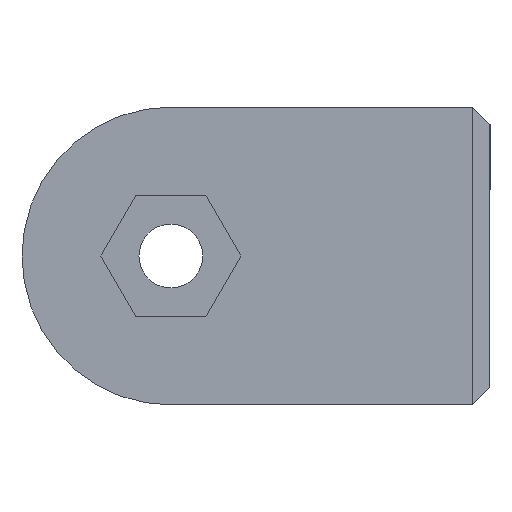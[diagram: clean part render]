
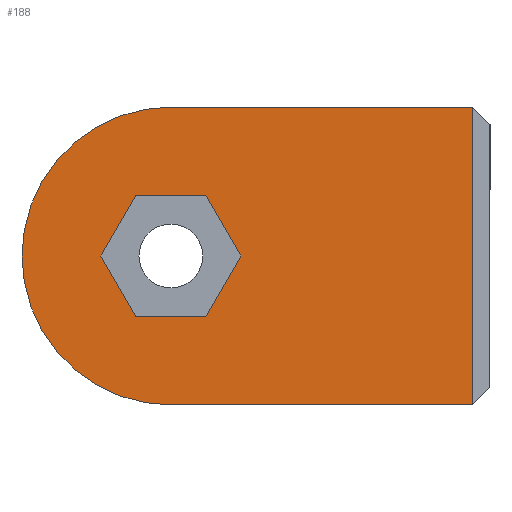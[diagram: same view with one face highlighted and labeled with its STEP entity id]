
A CAD part, front view. The second image highlights one B-rep face of the part: STEP entity #188.
In plain terms, the highlighted planar face has unit normal (0, -1, 0).
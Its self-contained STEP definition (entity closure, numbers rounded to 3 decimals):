
#64 = VERTEX_POINT('',#65);
#65 = CARTESIAN_POINT('',(-15.,-8.5,-7.));
#71 = EDGE_CURVE('',#64,#72,#74,.T.);
#72 = VERTEX_POINT('',#73);
#73 = CARTESIAN_POINT('',(-0.8,-8.5,-7.));
#74 = LINE('',#75,#76);
#75 = CARTESIAN_POINT('',(-15.,-8.5,-7.));
#76 = VECTOR('',#77,1.);
#77 = DIRECTION('',(1.,0.,0.));
#188 = ADVANCED_FACE('',(#189,#215),#265,.T.);
#189 = FACE_BOUND('',#190,.T.);
#190 = EDGE_LOOP('',(#191,#192,#200,#208));
#191 = ORIENTED_EDGE('',*,*,#71,.T.);
#192 = ORIENTED_EDGE('',*,*,#193,.T.);
#193 = EDGE_CURVE('',#72,#194,#196,.T.);
#194 = VERTEX_POINT('',#195);
#195 = CARTESIAN_POINT('',(-0.8,-8.5,7.));
#196 = LINE('',#197,#198);
#197 = CARTESIAN_POINT('',(-0.8,-8.5,-7.));
#198 = VECTOR('',#199,1.);
#199 = DIRECTION('',(0.,0.,1.));
#200 = ORIENTED_EDGE('',*,*,#201,.T.);
#201 = EDGE_CURVE('',#194,#202,#204,.T.);
#202 = VERTEX_POINT('',#203);
#203 = CARTESIAN_POINT('',(-15.,-8.5,7.));
#204 = LINE('',#205,#206);
#205 = CARTESIAN_POINT('',(0.,-8.5,7.));
#206 = VECTOR('',#207,1.);
#207 = DIRECTION('',(-1.,0.,0.));
#208 = ORIENTED_EDGE('',*,*,#209,.T.);
#209 = EDGE_CURVE('',#202,#64,#210,.T.);
#210 = CIRCLE('',#211,7.);
#211 = AXIS2_PLACEMENT_3D('',#212,#213,#214);
#212 = CARTESIAN_POINT('',(-15.,-8.5,0.));
#213 = DIRECTION('',(0.,-1.,0.));
#214 = DIRECTION('',(0.,0.,1.));
#215 = FACE_BOUND('',#216,.T.);
#216 = EDGE_LOOP('',(#217,#227,#235,#243,#251,#259));
#217 = ORIENTED_EDGE('',*,*,#218,.F.);
#218 = EDGE_CURVE('',#219,#221,#223,.T.);
#219 = VERTEX_POINT('',#220);
#220 = CARTESIAN_POINT('',(-18.291,-8.5,0.));
#221 = VERTEX_POINT('',#222);
#222 = CARTESIAN_POINT('',(-16.645,-8.5,-2.85));
#223 = LINE('',#224,#225);
#224 = CARTESIAN_POINT('',(-17.206,-8.5,-1.879));
#225 = VECTOR('',#226,1.);
#226 = DIRECTION('',(0.5,0.,-0.866));
#227 = ORIENTED_EDGE('',*,*,#228,.F.);
#228 = EDGE_CURVE('',#229,#219,#231,.T.);
#229 = VERTEX_POINT('',#230);
#230 = CARTESIAN_POINT('',(-16.645,-8.5,2.85));
#231 = LINE('',#232,#233);
#232 = CARTESIAN_POINT('',(-16.383,-8.5,3.304));
#233 = VECTOR('',#234,1.);
#234 = DIRECTION('',(-0.5,0.,-0.866));
#235 = ORIENTED_EDGE('',*,*,#236,.F.);
#236 = EDGE_CURVE('',#237,#229,#239,.T.);
#237 = VERTEX_POINT('',#238);
#238 = CARTESIAN_POINT('',(-13.355,-8.5,2.85));
#239 = LINE('',#240,#241);
#240 = CARTESIAN_POINT('',(-11.484,-8.5,2.85));
#241 = VECTOR('',#242,1.);
#242 = DIRECTION('',(-1.,0.,0.));
#243 = ORIENTED_EDGE('',*,*,#244,.F.);
#244 = EDGE_CURVE('',#245,#237,#247,.T.);
#245 = VERTEX_POINT('',#246);
#246 = CARTESIAN_POINT('',(-11.709,-8.5,0.));
#247 = LINE('',#248,#249);
#248 = CARTESIAN_POINT('',(-11.447,-8.5,-0.454));
#249 = VECTOR('',#250,1.);
#250 = DIRECTION('',(-0.5,0.,0.866));
#251 = ORIENTED_EDGE('',*,*,#252,.F.);
#252 = EDGE_CURVE('',#253,#245,#255,.T.);
#253 = VERTEX_POINT('',#254);
#254 = CARTESIAN_POINT('',(-13.355,-8.5,-2.85));
#255 = LINE('',#256,#257);
#256 = CARTESIAN_POINT('',(-12.27,-8.5,-0.971));
#257 = VECTOR('',#258,1.);
#258 = DIRECTION('',(0.5,0.,0.866));
#259 = ORIENTED_EDGE('',*,*,#260,.F.);
#260 = EDGE_CURVE('',#221,#253,#261,.T.);
#261 = LINE('',#262,#263);
#262 = CARTESIAN_POINT('',(-13.129,-8.5,-2.85));
#263 = VECTOR('',#264,1.);
#264 = DIRECTION('',(1.,0.,0.));
#265 = PLANE('',#266);
#266 = AXIS2_PLACEMENT_3D('',#267,#268,#269);
#267 = CARTESIAN_POINT('',(-9.613,-8.5,0.));
#268 = DIRECTION('',(-0.,-1.,0.));
#269 = DIRECTION('',(1.,0.,0.));
